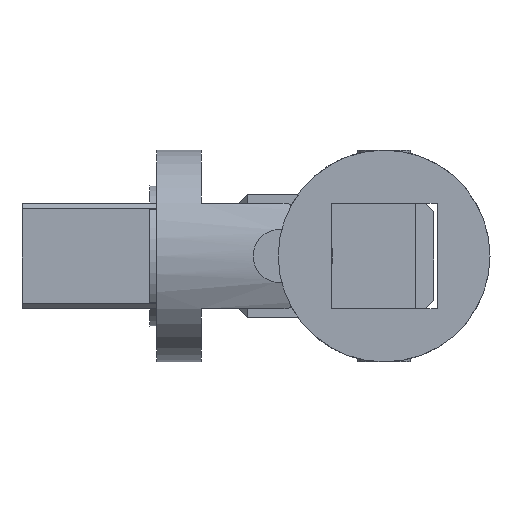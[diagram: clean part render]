
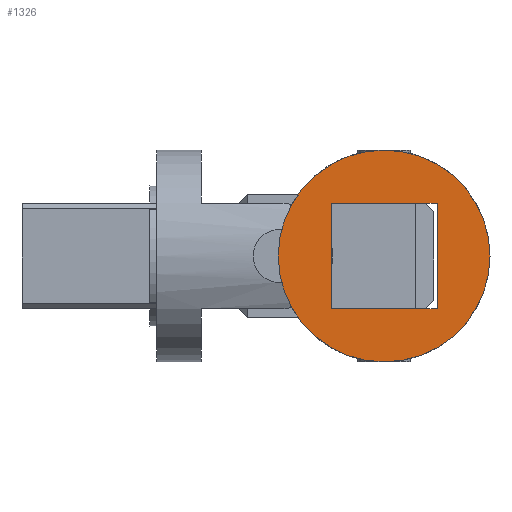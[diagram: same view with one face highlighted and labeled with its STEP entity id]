
A CAD part, left-side view. The second image highlights one B-rep face of the part: STEP entity #1326.
In plain terms, the highlighted planar face has unit normal (-1, 0, 0).
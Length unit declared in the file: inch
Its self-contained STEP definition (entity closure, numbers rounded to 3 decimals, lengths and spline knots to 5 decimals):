
#40=FACE_BOUND('',#264,.T.);
#116=PLANE('',#1478);
#184=FACE_OUTER_BOUND('',#263,.T.);
#263=EDGE_LOOP('',(#1179));
#264=EDGE_LOOP('',(#1180,#1181,#1182,#1183));
#377=LINE('',#2401,#507);
#380=LINE('',#2406,#510);
#383=LINE('',#2414,#513);
#384=LINE('',#2416,#514);
#507=VECTOR('',#1759,0.3937);
#510=VECTOR('',#1764,0.3937);
#513=VECTOR('',#1773,0.3937);
#514=VECTOR('',#1776,0.3937);
#573=CIRCLE('',#1475,0.375);
#675=VERTEX_POINT('',#2398);
#676=VERTEX_POINT('',#2400);
#677=VERTEX_POINT('',#2404);
#678=VERTEX_POINT('',#2408);
#679=VERTEX_POINT('',#2412);
#841=EDGE_CURVE('',#675,#676,#377,.T.);
#844=EDGE_CURVE('',#677,#675,#380,.T.);
#846=EDGE_CURVE('',#678,#678,#573,.T.);
#848=EDGE_CURVE('',#679,#677,#383,.T.);
#849=EDGE_CURVE('',#676,#679,#384,.T.);
#1179=ORIENTED_EDGE('',*,*,#846,.F.);
#1180=ORIENTED_EDGE('',*,*,#849,.F.);
#1181=ORIENTED_EDGE('',*,*,#841,.F.);
#1182=ORIENTED_EDGE('',*,*,#844,.F.);
#1183=ORIENTED_EDGE('',*,*,#848,.F.);
#1326=ADVANCED_FACE('',(#184,#40),#116,.F.);
#1475=AXIS2_PLACEMENT_3D('',#2410,#1768,#1769);
#1478=AXIS2_PLACEMENT_3D('',#2417,#1777,#1778);
#1759=DIRECTION('',(0.,1.,0.));
#1764=DIRECTION('',(0.,0.,1.));
#1768=DIRECTION('center_axis',(1.,0.,0.));
#1769=DIRECTION('ref_axis',(0.,1.,0.));
#1773=DIRECTION('',(0.,-1.,0.));
#1776=DIRECTION('',(0.,0.,-1.));
#1777=DIRECTION('center_axis',(1.,0.,0.));
#1778=DIRECTION('ref_axis',(0.,1.,0.));
#2398=CARTESIAN_POINT('',(0.,-0.1875,0.1875));
#2400=CARTESIAN_POINT('',(0.,0.1875,0.1875));
#2401=CARTESIAN_POINT('',(0.,0.1875,0.1875));
#2404=CARTESIAN_POINT('',(0.,-0.1875,-0.1875));
#2406=CARTESIAN_POINT('',(0.,-0.1875,0.1875));
#2408=CARTESIAN_POINT('',(0.,-0.375,0.));
#2410=CARTESIAN_POINT('Origin',(0.,0.,0.));
#2412=CARTESIAN_POINT('',(0.,0.1875,-0.1875));
#2414=CARTESIAN_POINT('',(0.,-0.1875,-0.1875));
#2416=CARTESIAN_POINT('',(0.,0.1875,-0.1875));
#2417=CARTESIAN_POINT('Origin',(0.,0.,0.));
